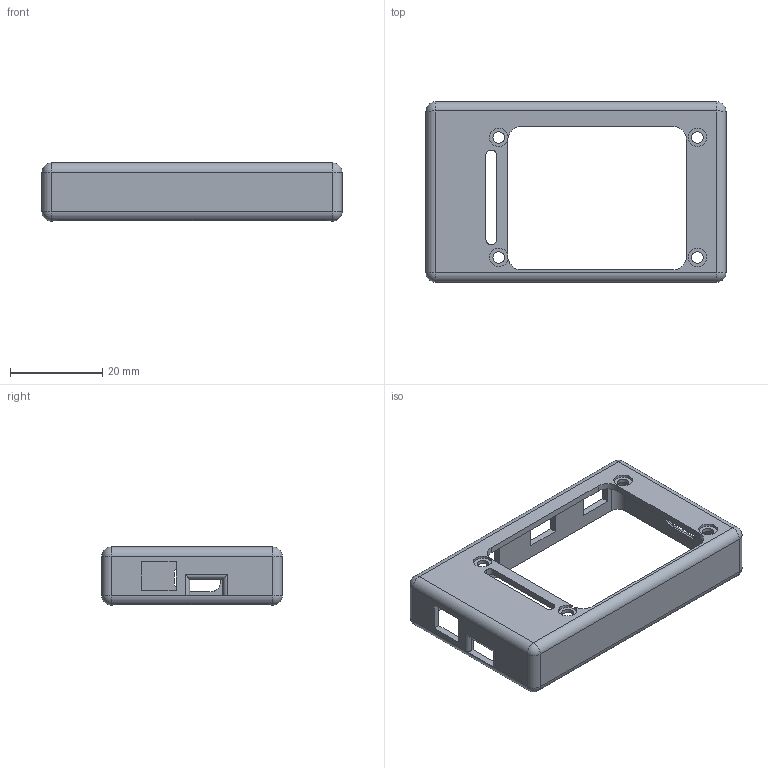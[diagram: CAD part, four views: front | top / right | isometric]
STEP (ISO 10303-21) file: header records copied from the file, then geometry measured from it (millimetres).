
FILE_DESCRIPTION(('FreeCAD Model'),'2;1');
FILE_NAME('Open CASCADE Shape Model','2025-09-24T11:47:24',(''),(''), 'Open CASCADE STEP processor 7.8','FreeCAD','Unknown');
FILE_SCHEMA(('AUTOMOTIVE_DESIGN { 1 0 10303 214 1 1 1 1 }'));
Length unit declared in the file: millimetre
Products named in the file (2): cap; Body004
Assembly tree (1 placements, depth 2):
  cap
    Body004
Bounding box: 64.96 x 39.05 x 12.6 mm (x, y, z)
Volume: 4240 mm3; surface area: 6844.7 mm2
Topology: 1 solids, 1 shells, 112 faces, 301 edges, 184 vertices
Faces by surface type: plane 54, cylinder 43, sphere 8, torus 4, bspline 3
Full cylindrical faces by diameter (mm): 2.5 x4, 4 x2
Entity records: 3666 total; most frequent: CARTESIAN_POINT 801, DIRECTION 590, ORIENTED_EDGE 586, EDGE_CURVE 293, AXIS2_PLACEMENT_3D 203, VERTEX_POINT 184, LINE 184, VECTOR 184
